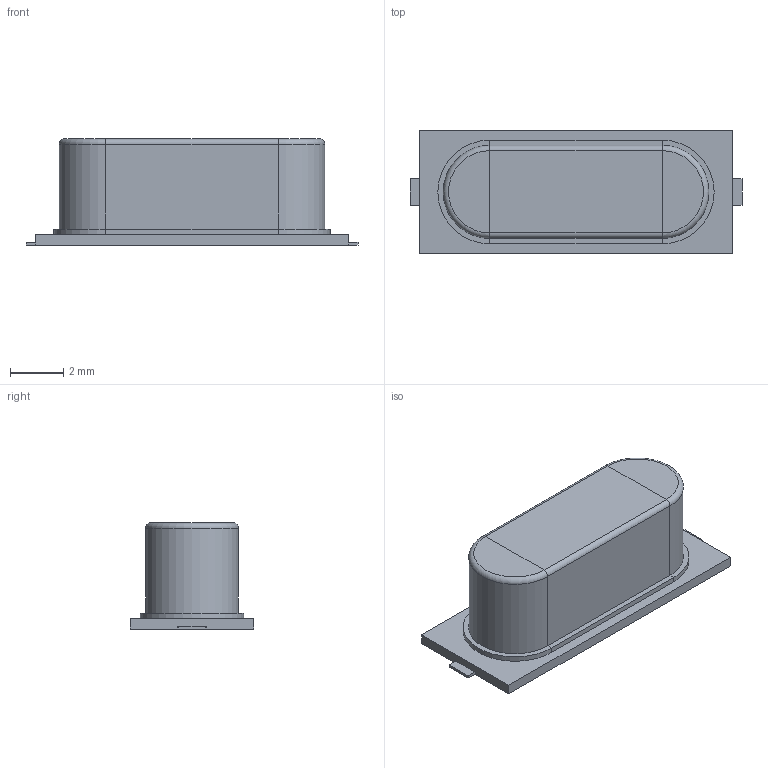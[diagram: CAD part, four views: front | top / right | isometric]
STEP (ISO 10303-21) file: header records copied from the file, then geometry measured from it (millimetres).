
FILE_DESCRIPTION(('FreeCAD Model'),'2;1');
FILE_NAME('Crystal_SMD_HC49-SD.step','2019-04-11T01:18:40',('kicad StepUp'),('ksu MCAD'), 'Open CASCADE STEP processor 7.3','FreeCAD','Unknown');
FILE_SCHEMA(('AUTOMOTIVE_DESIGN { 1 0 10303 214 1 1 1 1 }'));
Length unit declared in the file: millimetre
Products named in the file (1): Crystal_SMD_HC49-SD
Bounding box: 12.5 x 4.65 x 4 mm (x, y, z)
Volume: 139.3 mm3; surface area: 212.3 mm2
Topology: 1 solids, 1 shells, 45 faces, 108 edges, 66 vertices
Faces by surface type: plane 37, cylinder 6, torus 2
Entity records: 854 total; most frequent: ORIENTED_EDGE 168, EDGE_CURVE 108, CARTESIAN_POINT 85, LINE 80, VERTEX_POINT 66, AXIS2_PLACEMENT_3D 55, FACE_BOUND 46, EDGE_LOOP 46
